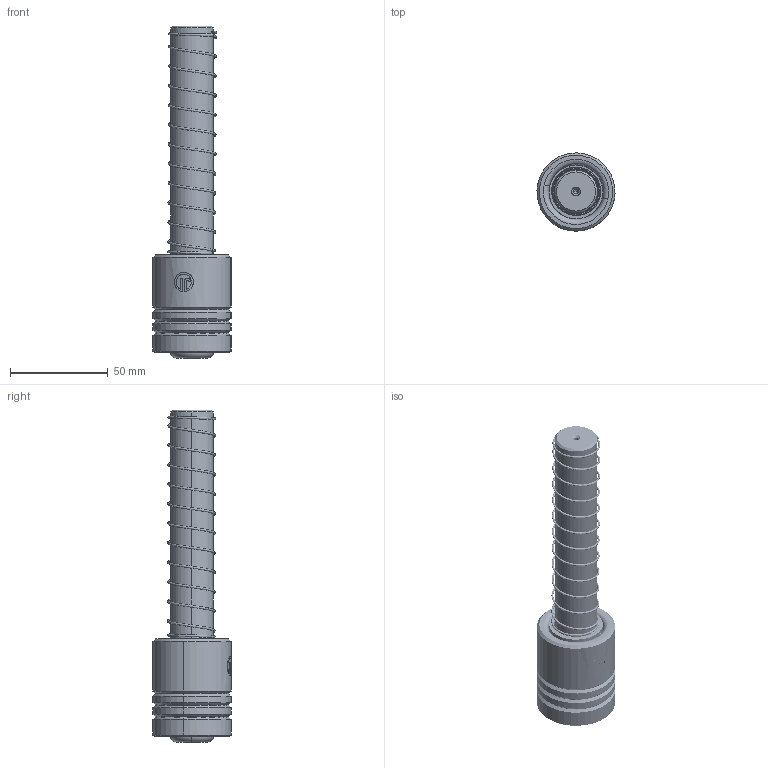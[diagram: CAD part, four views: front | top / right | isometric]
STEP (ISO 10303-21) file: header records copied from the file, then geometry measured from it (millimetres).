
FILE_DESCRIPTION (( 'STEP AP214' ), '1' );
FILE_NAME ('LBSH LBJH-D22-L170£¨BL-50£©.STEP', '2021-08-13T02:58:43', ( '' ), ( '' ), 'SwSTEP 2.0', 'SolidWorks 2016', '' );
FILE_SCHEMA (( 'AUTOMOTIVE_DESIGN' ));
Length unit declared in the file: millimetre
Products named in the file (255): BALL-D3; BSH-27.5-22.5-L50; DDP-D22-L170; HWP-D24.5-d22.5-L110; BSH-D27.5-22.5-L50郪蚾; LBSH LBJH-D22-L170（BL-50）; TBB-D40-d28-L50
Assembly tree (250 placements, depth 3):
  BALL-D3
  BALL-D3
  BALL-D3
  BALL-D3
  BALL-D3
Bounding box: 39.97 x 39.98 x 170 mm (x, y, z)
Volume: 104780.2 mm3; surface area: 46965.9 mm2
Topology: 246 solids, 246 shells, 1065 faces, 4639 edges, 3082 vertices
Faces by surface type: sphere 968, cone 28, cylinder 24, torus 16, plane 15, bspline 14
Entity records: 50895 total; most frequent: CARTESIAN_POINT 31215, ORIENTED_EDGE 3452, DIRECTION 2910, EDGE_CURVE 1726, AXIS2_PLACEMENT_3D 1413, VERTEX_POINT 1134, B_SPLINE_CURVE_WITH_KNOTS 1057, EDGE_LOOP 1052
